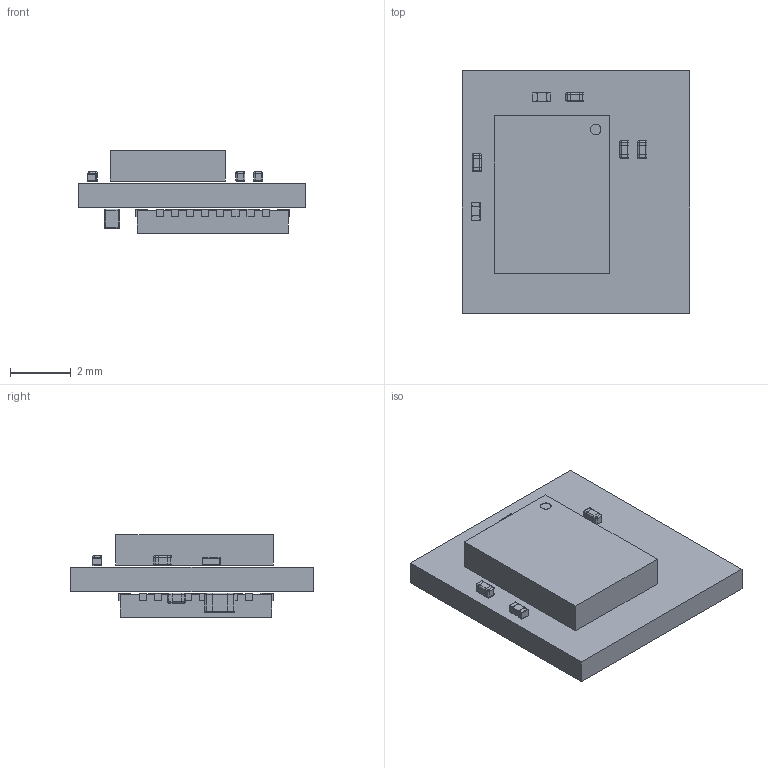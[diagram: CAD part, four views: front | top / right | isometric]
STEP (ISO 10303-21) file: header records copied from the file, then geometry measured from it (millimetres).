
FILE_DESCRIPTION(('KiCad electronic assembly'),'2;1');
FILE_NAME('Miniscope-v4-Rigid-Flex-MCU.step','2019-10-03T22:34:10',( 'An Author'),('A Company'),'Open CASCADE STEP processor 6.9', 'KiCad to STEP converter','Unknown');
FILE_SCHEMA(('AUTOMOTIVE_DESIGN { 1 0 10303 214 1 1 1 1 }'));
Length unit declared in the file: millimetre
Products named in the file (12): Open CASCADE STEP translator 6.9 1; C_0201_0603Metric_L; COMPOUND; C_0402_1005Metric_L; R_0201_0603Metric_ERJ_L; LGA-28_5.2x3.8mm_P0.5mm; SOLID; QFN_33_P50_500X500X80L40X24T310L
Assembly tree (16 placements, depth 3):
  Open CASCADE STEP translator 6.9 1
    C_0201_0603Metric_L  x5
      COMPOUND
    C_0402_1005Metric_L
      COMPOUND
    R_0201_0603Metric_ERJ_L  x2
      COMPOUND
    LGA-28_5.2x3.8mm_P0.5mm
      SOLID
    QFN_33_P50_500X500X80L40X24T310L
      COMPOUND
    SOLID
Bounding box: 7.5 x 8 x 2.73 mm (x, y, z)
Volume: 88 mm3; surface area: 318.2 mm2
Topology: 62 solids, 62 shells, 868 faces, 1971 edges, 1194 vertices
Faces by surface type: plane 617, cylinder 185, sphere 64, torus 2
Full cylindrical faces by diameter (mm): 0.35 x1
Entity records: 40695 total; most frequent: CARTESIAN_POINT 7866, DIRECTION 5274, LINE 3795, VECTOR 3795, ORIENTED_EDGE 2702, PCURVE 2702, DEFINITIONAL_REPRESENTATION 2702, EDGE_CURVE 1351
